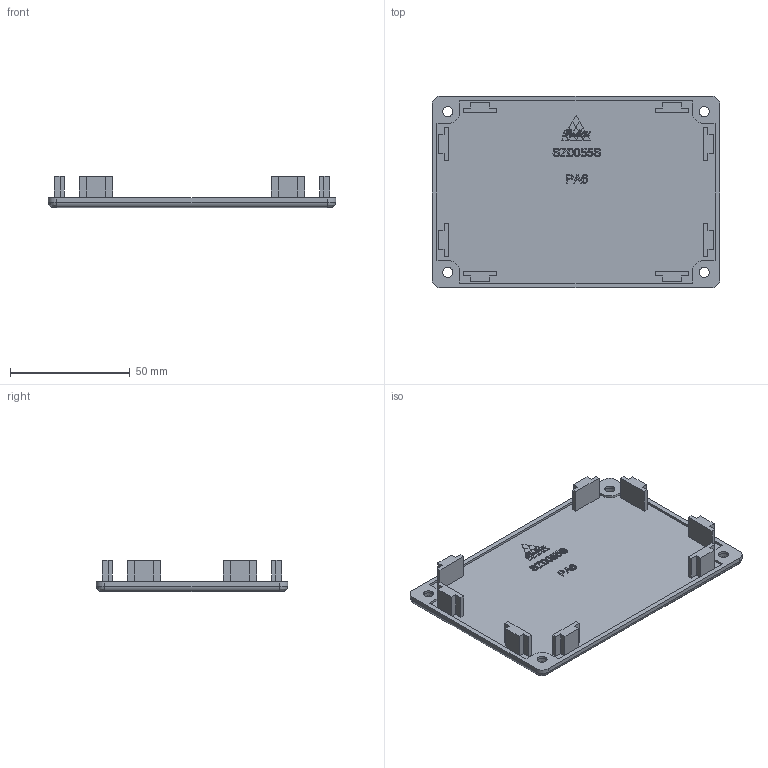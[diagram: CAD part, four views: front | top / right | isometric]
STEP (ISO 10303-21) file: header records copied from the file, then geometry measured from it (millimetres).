
FILE_DESCRIPTION((''),'2;1');
FILE_NAME('SZ0055S-A.stp','2013-08-20T10:10:28',('janine behrens'),(''),'Autodesk Inventor 2012','Autodesk Inventor 2012','');
FILE_SCHEMA(('AUTOMOTIVE_DESIGN { 1 0 10303 214 1 1 1 1 }'));
Length unit declared in the file: millimetre
Products named in the file (1): SZ0055S-A
Bounding box: 120 x 80 x 13 mm (x, y, z)
Volume: 32355.4 mm3; surface area: 24046.2 mm2
Topology: 1 solids, 1 shells, 796 faces, 2176 edges, 1448 vertices
Faces by surface type: bspline 575, plane 201, cylinder 20
Full cylindrical faces by diameter (mm): 4.2 x4, 8.2 x4
Entity records: 34539 total; most frequent: CARTESIAN_POINT 18085, ORIENTED_EDGE 4336, EDGE_CURVE 2168, DIRECTION 1586, VERTEX_POINT 1448, VECTOR 1054, LINE 1054, B_SPLINE_CURVE_WITH_KNOTS 980
